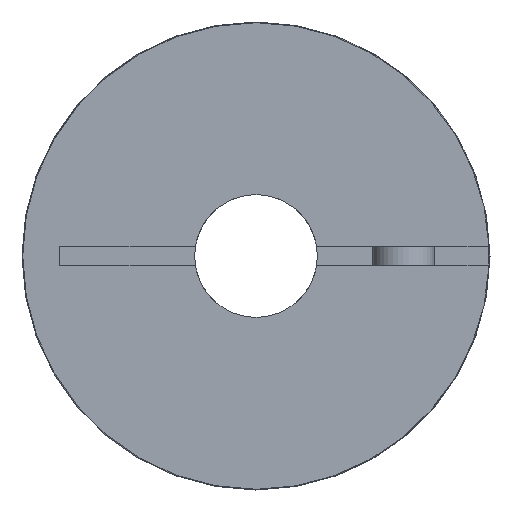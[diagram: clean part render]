
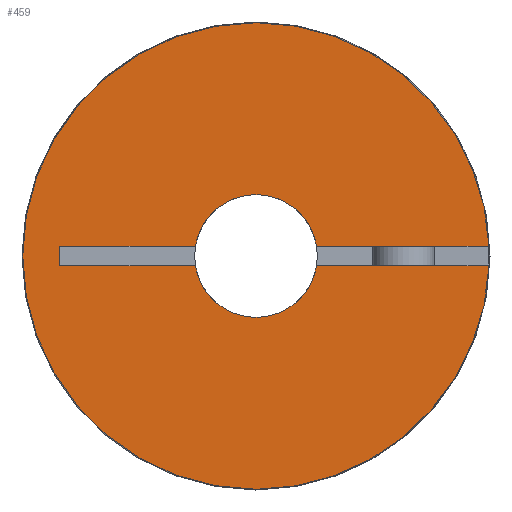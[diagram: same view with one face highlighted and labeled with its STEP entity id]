
A CAD part, left-side view. The second image highlights one B-rep face of the part: STEP entity #459.
In plain terms, the highlighted planar face has unit normal (-1, 0, 0).
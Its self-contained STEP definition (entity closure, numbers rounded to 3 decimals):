
#459=ADVANCED_FACE('',(#946),#947,.T.);
#946=FACE_OUTER_BOUND('',#1481,.T.);
#947=PLANE('',#1482);
#1481=EDGE_LOOP('',(#2617,#2618,#2619,#2620,#2621,#2622,#2623,#2624,#2625,#2626,#2627,#2628));
#1482=AXIS2_PLACEMENT_3D('',#2629,#2630,#2631);
#2617=ORIENTED_EDGE('',*,*,#3476,.T.);
#2618=ORIENTED_EDGE('',*,*,#3465,.T.);
#2619=ORIENTED_EDGE('',*,*,#3483,.F.);
#2620=ORIENTED_EDGE('',*,*,#3508,.F.);
#2621=ORIENTED_EDGE('',*,*,#3489,.T.);
#2622=ORIENTED_EDGE('',*,*,#3468,.T.);
#2623=ORIENTED_EDGE('',*,*,#3474,.T.);
#2624=ORIENTED_EDGE('',*,*,#3499,.F.);
#2625=ORIENTED_EDGE('',*,*,#3447,.T.);
#2626=ORIENTED_EDGE('',*,*,#3502,.T.);
#2627=ORIENTED_EDGE('',*,*,#3458,.T.);
#2628=ORIENTED_EDGE('',*,*,#3495,.T.);
#2629=CARTESIAN_POINT('',(0.0,-9.5,0.0));
#2630=DIRECTION('',(-1.0,0.0,0.0));
#2631=DIRECTION('',(0.0,0.0,-1.0));
#3447=EDGE_CURVE('',#4192,#4189,#4193,.T.);
#3458=EDGE_CURVE('',#4202,#4210,#4212,.T.);
#3465=EDGE_CURVE('',#4215,#4223,#4225,.T.);
#3468=EDGE_CURVE('',#4230,#4227,#4231,.T.);
#3474=EDGE_CURVE('',#4227,#4238,#4240,.T.);
#3476=EDGE_CURVE('',#4242,#4215,#4243,.T.);
#3483=EDGE_CURVE('',#4251,#4223,#4253,.T.);
#3489=EDGE_CURVE('',#4260,#4230,#4261,.T.);
#3495=EDGE_CURVE('',#4210,#4242,#4268,.T.);
#3499=EDGE_CURVE('',#4192,#4238,#4272,.T.);
#3502=EDGE_CURVE('',#4189,#4202,#4275,.T.);
#3508=EDGE_CURVE('',#4260,#4251,#4282,.T.);
#4189=VERTEX_POINT('',#5338);
#4192=VERTEX_POINT('',#5342);
#4193=CIRCLE('',#5343,9.5);
#4202=VERTEX_POINT('',#5407);
#4210=VERTEX_POINT('',#5417);
#4212=CIRCLE('',#5420,9.5);
#4215=VERTEX_POINT('',#5423);
#4223=VERTEX_POINT('',#5433);
#4225=CIRCLE('',#5436,2.5);
#4227=VERTEX_POINT('',#5438);
#4230=VERTEX_POINT('',#5442);
#4231=CIRCLE('',#5443,2.5);
#4238=VERTEX_POINT('',#5451);
#4240=CIRCLE('',#5454,2.5);
#4242=VERTEX_POINT('',#5456);
#4243=CIRCLE('',#5457,2.5);
#4251=VERTEX_POINT('',#5467);
#4253=LINE('',#5470,#5471);
#4260=VERTEX_POINT('',#5480);
#4261=LINE('',#5481,#5482);
#4268=LINE('',#5491,#5492);
#4272=LINE('',#5497,#5498);
#4275=CIRCLE('',#5501,9.5);
#4282=LINE('',#5510,#5511);
#5338=CARTESIAN_POINT('',(0.0,0.,9.5));
#5342=CARTESIAN_POINT('',(0.0,-9.492,0.4));
#5343=AXIS2_PLACEMENT_3D('',#6309,#6310,#6311);
#5407=CARTESIAN_POINT('',(0.0,0.,-9.5));
#5417=CARTESIAN_POINT('',(0.0,-9.492,-0.4));
#5420=AXIS2_PLACEMENT_3D('',#6325,#6326,#6327);
#5423=CARTESIAN_POINT('',(0.0,0.,-2.5));
#5433=CARTESIAN_POINT('',(0.0,2.468,-0.4));
#5436=AXIS2_PLACEMENT_3D('',#6337,#6338,#6339);
#5438=CARTESIAN_POINT('',(0.0,0.,2.5));
#5442=CARTESIAN_POINT('',(0.0,2.468,0.4));
#5443=AXIS2_PLACEMENT_3D('',#6341,#6342,#6343);
#5451=CARTESIAN_POINT('',(0.0,-2.468,0.4));
#5454=AXIS2_PLACEMENT_3D('',#6352,#6353,#6354);
#5456=CARTESIAN_POINT('',(0.0,-2.468,-0.4));
#5457=AXIS2_PLACEMENT_3D('',#6355,#6356,#6357);
#5467=CARTESIAN_POINT('',(0.0,8.0,-0.4));
#5470=CARTESIAN_POINT('',(0.0,8.0,-0.4));
#5471=VECTOR('',#6367,6.554);
#5480=CARTESIAN_POINT('',(0.0,8.0,0.4));
#5481=CARTESIAN_POINT('',(0.,8.0,0.4));
#5482=VECTOR('',#6373,6.554);
#5491=CARTESIAN_POINT('',(0.,-9.492,-0.4));
#5492=VECTOR('',#6379,8.046);
#5497=CARTESIAN_POINT('',(0.0,-9.492,0.4));
#5498=VECTOR('',#6384,8.046);
#5501=AXIS2_PLACEMENT_3D('',#6388,#6389,#6390);
#5510=CARTESIAN_POINT('',(0.0,8.0,0.4));
#5511=VECTOR('',#6399,0.8);
#6309=CARTESIAN_POINT('',(0.0,0.0,0.0));
#6310=DIRECTION('',(-1.0,0.0,0.0));
#6311=DIRECTION('',(0.0,0.0,-1.0));
#6325=CARTESIAN_POINT('',(0.0,0.0,0.0));
#6326=DIRECTION('',(-1.0,0.0,0.0));
#6327=DIRECTION('',(0.0,0.0,-1.0));
#6337=CARTESIAN_POINT('',(0.0,0.0,0.0));
#6338=DIRECTION('',(1.0,-0.0,0.0));
#6339=DIRECTION('',(0.0,0.0,-1.0));
#6341=CARTESIAN_POINT('',(0.0,0.0,0.0));
#6342=DIRECTION('',(1.0,-0.0,0.0));
#6343=DIRECTION('',(0.0,0.0,-1.0));
#6352=CARTESIAN_POINT('',(0.0,0.0,0.0));
#6353=DIRECTION('',(1.0,-0.0,0.0));
#6354=DIRECTION('',(0.0,0.0,-1.0));
#6355=CARTESIAN_POINT('',(0.0,0.0,0.0));
#6356=DIRECTION('',(1.0,-0.0,0.0));
#6357=DIRECTION('',(0.0,0.0,-1.0));
#6367=DIRECTION('',(0.0,-1.0,0.0));
#6373=DIRECTION('',(0.0,-1.0,0.0));
#6379=DIRECTION('',(0.0,1.0,0.0));
#6384=DIRECTION('',(0.0,1.0,0.0));
#6388=CARTESIAN_POINT('',(0.0,0.0,0.0));
#6389=DIRECTION('',(-1.0,0.0,0.0));
#6390=DIRECTION('',(0.0,0.0,-1.0));
#6399=DIRECTION('',(0.0,0.0,-1.0));
